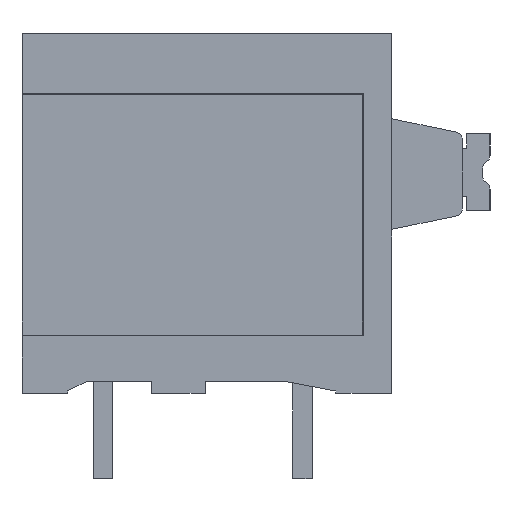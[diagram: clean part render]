
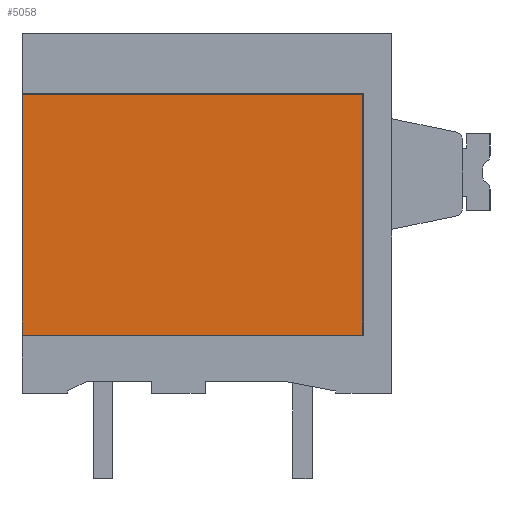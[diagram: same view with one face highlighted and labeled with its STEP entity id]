
A CAD part, left-side view. The second image highlights one B-rep face of the part: STEP entity #5058.
In plain terms, the highlighted planar face has unit normal (-1, 0, 0).
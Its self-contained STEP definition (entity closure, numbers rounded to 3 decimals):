
#1043=AXIS2_PLACEMENT_3D('Plane Axis2P3D',#1040,#1041,#1042) ;
#40=CARTESIAN_POINT('Vertex',(1.1,19.243,15.8)) ;
#45=CARTESIAN_POINT('Line Origine',(1.1,12.243,15.8)) ;
#49=CARTESIAN_POINT('Vertex',(1.1,5.243,15.8)) ;
#88=CARTESIAN_POINT('Vertex',(1.1,19.243,5.9)) ;
#91=CARTESIAN_POINT('Line Origine',(1.1,19.243,10.85)) ;
#426=CARTESIAN_POINT('Line Origine',(1.1,12.243,5.9)) ;
#430=CARTESIAN_POINT('Vertex',(1.1,5.243,5.9)) ;
#456=CARTESIAN_POINT('Line Origine',(1.1,5.243,10.85)) ;
#1040=CARTESIAN_POINT('Axis2P3D Location',(1.1,8.513,3.5)) ;
#46=DIRECTION('Vector Direction',(0.,-1.,0.)) ;
#92=DIRECTION('Vector Direction',(0.,0.,-1.)) ;
#427=DIRECTION('Vector Direction',(0.,1.,0.)) ;
#457=DIRECTION('Vector Direction',(0.,0.,1.)) ;
#1041=DIRECTION('Axis2P3D Direction',(-1.,0.,0.)) ;
#1042=DIRECTION('Axis2P3D XDirection',(0.,-1.,0.)) ;
#47=VECTOR('Line Direction',#46,1.) ;
#93=VECTOR('Line Direction',#92,1.) ;
#428=VECTOR('Line Direction',#427,1.) ;
#458=VECTOR('Line Direction',#457,1.) ;
#5053=ORIENTED_EDGE('',*,*,#51,.T.) ;
#5054=ORIENTED_EDGE('',*,*,#95,.T.) ;
#5055=ORIENTED_EDGE('',*,*,#432,.T.) ;
#5056=ORIENTED_EDGE('',*,*,#460,.T.) ;
#5058=ADVANCED_FACE('Housing LMF.1\\Model',(#5057),#1044,.T.) ;
#51=EDGE_CURVE('',#50,#41,#48,.F.) ;
#95=EDGE_CURVE('',#41,#89,#94,.T.) ;
#432=EDGE_CURVE('',#89,#431,#429,.F.) ;
#460=EDGE_CURVE('',#431,#50,#459,.T.) ;
#5052=EDGE_LOOP('',(#5053,#5054,#5055,#5056)) ;
#5057=FACE_OUTER_BOUND('',#5052,.T.) ;
#48=LINE('Line',#45,#47) ;
#94=LINE('Line',#91,#93) ;
#429=LINE('Line',#426,#428) ;
#459=LINE('Line',#456,#458) ;
#1044=PLANE('',#1043) ;
#41=VERTEX_POINT('',#40) ;
#50=VERTEX_POINT('',#49) ;
#89=VERTEX_POINT('',#88) ;
#431=VERTEX_POINT('',#430) ;
